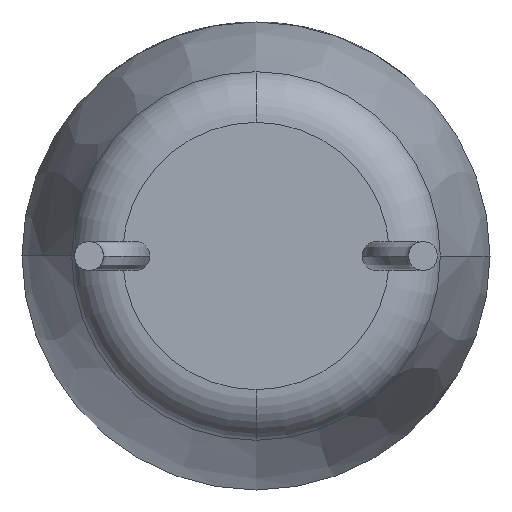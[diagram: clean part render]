
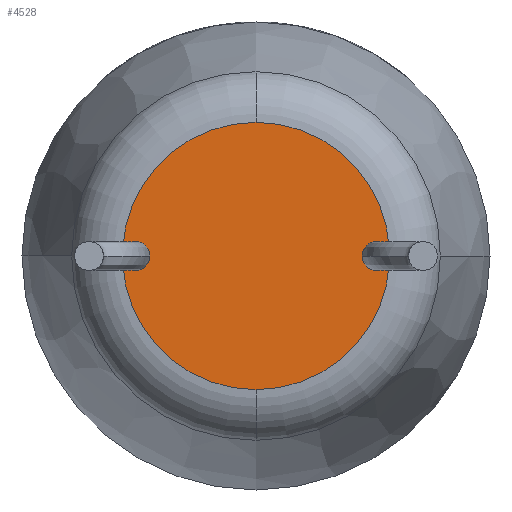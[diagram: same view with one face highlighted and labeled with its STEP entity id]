
A CAD part, front view. The second image highlights one B-rep face of the part: STEP entity #4528.
In plain terms, the highlighted planar face has unit normal (0, -1, 0).
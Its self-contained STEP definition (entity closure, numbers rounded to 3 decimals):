
#33 = DIRECTION ( 'NONE',  ( 0., -1., 0. ) ) ;
#119 = DIRECTION ( 'NONE',  ( 0., 1., 0. ) ) ;
#144 = CARTESIAN_POINT ( 'NONE',  ( 0., 0., -2.541 ) ) ;
#148 = DIRECTION ( 'NONE',  ( 0., 0., -1. ) ) ;
#308 = CIRCLE ( 'NONE', #1856, 2.541 ) ;
#383 = AXIS2_PLACEMENT_3D ( 'NONE', #497, #1616, #4119 ) ;
#402 = EDGE_CURVE ( 'NONE', #2143, #3439, #696, .T. ) ;
#497 = CARTESIAN_POINT ( 'NONE',  ( 0., 0., 0. ) ) ;
#627 = EDGE_CURVE ( 'NONE', #3439, #1677, #1487, .T. ) ;
#696 = CIRCLE ( 'NONE', #1661, 2.541 ) ;
#742 = DIRECTION ( 'NONE',  ( 0., -1., 0. ) ) ;
#779 = CARTESIAN_POINT ( 'NONE',  ( 2.294, 0., 0. ) ) ;
#868 = AXIS2_PLACEMENT_3D ( 'NONE', #2844, #742, #2499 ) ;
#899 = ORIENTED_EDGE ( 'NONE', *, *, #1404, .T. ) ;
#928 = CARTESIAN_POINT ( 'NONE',  ( 2.019, 0., 0. ) ) ;
#949 = CIRCLE ( 'NONE', #4343, 0.275 ) ;
#1100 = PLANE ( 'NONE',  #2491 ) ;
#1137 = CARTESIAN_POINT ( 'NONE',  ( 0., 0., 0. ) ) ;
#1213 = DIRECTION ( 'NONE',  ( 0., -1., 0. ) ) ;
#1261 = CARTESIAN_POINT ( 'NONE',  ( -2.294, 0., 0. ) ) ;
#1396 = CARTESIAN_POINT ( 'NONE',  ( 2.538, 0., -0.127 ) ) ;
#1404 = EDGE_CURVE ( 'NONE', #2533, #2143, #2748, .T. ) ;
#1486 = DIRECTION ( 'NONE',  ( 0., 0., -1. ) ) ;
#1487 = CIRCLE ( 'NONE', #1939, 0.275 ) ;
#1539 = VERTEX_POINT ( 'NONE', #1862 ) ;
#1563 = EDGE_CURVE ( 'NONE', #4392, #1539, #2638, .T. ) ;
#1572 = CARTESIAN_POINT ( 'NONE',  ( 0., 0., 0. ) ) ;
#1576 = ORIENTED_EDGE ( 'NONE', *, *, #1563, .T. ) ;
#1602 = AXIS2_PLACEMENT_3D ( 'NONE', #1261, #4462, #2294 ) ;
#1616 = DIRECTION ( 'NONE',  ( 0., -1., 0. ) ) ;
#1661 = AXIS2_PLACEMENT_3D ( 'NONE', #1572, #1213, #3333 ) ;
#1677 = VERTEX_POINT ( 'NONE', #928 ) ;
#1706 = CIRCLE ( 'NONE', #1602, 0.275 ) ;
#1833 = VERTEX_POINT ( 'NONE', #4652 ) ;
#1839 = DIRECTION ( 'NONE',  ( 0., 1., 0. ) ) ;
#1856 = AXIS2_PLACEMENT_3D ( 'NONE', #3863, #2364, #2019 ) ;
#1862 = CARTESIAN_POINT ( 'NONE',  ( -2.538, 0., 0.127 ) ) ;
#1939 = AXIS2_PLACEMENT_3D ( 'NONE', #2167, #1839, #1486 ) ;
#2019 = DIRECTION ( 'NONE',  ( 0., 0., 1. ) ) ;
#2143 = VERTEX_POINT ( 'NONE', #144 ) ;
#2167 = CARTESIAN_POINT ( 'NONE',  ( 2.294, 0., 0. ) ) ;
#2191 = DIRECTION ( 'NONE',  ( 0., 0., -1. ) ) ;
#2294 = DIRECTION ( 'NONE',  ( 0., 0., -1. ) ) ;
#2364 = DIRECTION ( 'NONE',  ( 0., -1., 0. ) ) ;
#2491 = AXIS2_PLACEMENT_3D ( 'NONE', #1137, #119, #2945 ) ;
#2499 = DIRECTION ( 'NONE',  ( 0., 0., 1. ) ) ;
#2513 = CARTESIAN_POINT ( 'NONE',  ( -2.294, 0., 0. ) ) ;
#2521 = CARTESIAN_POINT ( 'NONE',  ( -2.538, 0., -0.127 ) ) ;
#2533 = VERTEX_POINT ( 'NONE', #2521 ) ;
#2638 = CIRCLE ( 'NONE', #383, 2.541 ) ;
#2748 = CIRCLE ( 'NONE', #868, 2.541 ) ;
#2791 = VERTEX_POINT ( 'NONE', #3904 ) ;
#2844 = CARTESIAN_POINT ( 'NONE',  ( 0., 0., 0. ) ) ;
#2868 = ORIENTED_EDGE ( 'NONE', *, *, #3722, .T. ) ;
#2883 = ORIENTED_EDGE ( 'NONE', *, *, #627, .T. ) ;
#2887 = FACE_OUTER_BOUND ( 'NONE', #2990, .T. ) ;
#2945 = DIRECTION ( 'NONE',  ( 0., 0., 1. ) ) ;
#2990 = EDGE_LOOP ( 'NONE', ( #899, #3944, #2883, #3671, #2868, #1576, #3737, #3279 ) ) ;
#3279 = ORIENTED_EDGE ( 'NONE', *, *, #3819, .F. ) ;
#3333 = DIRECTION ( 'NONE',  ( 0., 0., 1. ) ) ;
#3439 = VERTEX_POINT ( 'NONE', #1396 ) ;
#3635 = EDGE_CURVE ( 'NONE', #1833, #1539, #1706, .T. ) ;
#3671 = ORIENTED_EDGE ( 'NONE', *, *, #4014, .T. ) ;
#3677 = CIRCLE ( 'NONE', #3775, 0.275 ) ;
#3722 = EDGE_CURVE ( 'NONE', #2791, #4392, #308, .T. ) ;
#3737 = ORIENTED_EDGE ( 'NONE', *, *, #3635, .F. ) ;
#3775 = AXIS2_PLACEMENT_3D ( 'NONE', #779, #4349, #2191 ) ;
#3819 = EDGE_CURVE ( 'NONE', #2533, #1833, #949, .T. ) ;
#3863 = CARTESIAN_POINT ( 'NONE',  ( 0., 0., 0. ) ) ;
#3904 = CARTESIAN_POINT ( 'NONE',  ( 2.538, 0., 0.127 ) ) ;
#3944 = ORIENTED_EDGE ( 'NONE', *, *, #402, .T. ) ;
#4014 = EDGE_CURVE ( 'NONE', #1677, #2791, #3677, .T. ) ;
#4119 = DIRECTION ( 'NONE',  ( 0., 0., 1. ) ) ;
#4343 = AXIS2_PLACEMENT_3D ( 'NONE', #2513, #33, #148 ) ;
#4349 = DIRECTION ( 'NONE',  ( 0., 1., 0. ) ) ;
#4392 = VERTEX_POINT ( 'NONE', #4426 ) ;
#4426 = CARTESIAN_POINT ( 'NONE',  ( 0., 0., 2.541 ) ) ;
#4462 = DIRECTION ( 'NONE',  ( 0., -1., 0. ) ) ;
#4528 = ADVANCED_FACE ( 'NONE', ( #2887 ), #1100, .F. ) ;
#4652 = CARTESIAN_POINT ( 'NONE',  ( -2.019, 0., 0. ) ) ;
